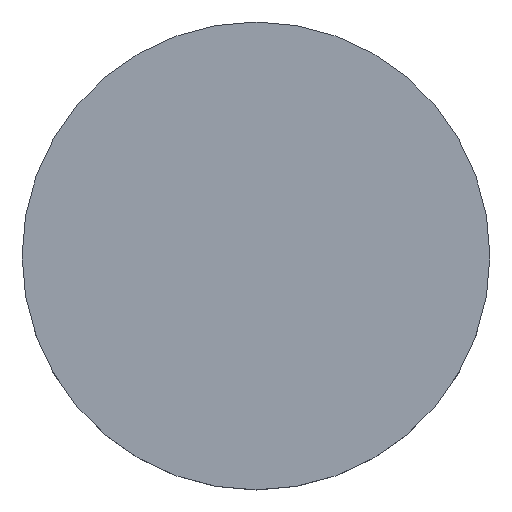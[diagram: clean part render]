
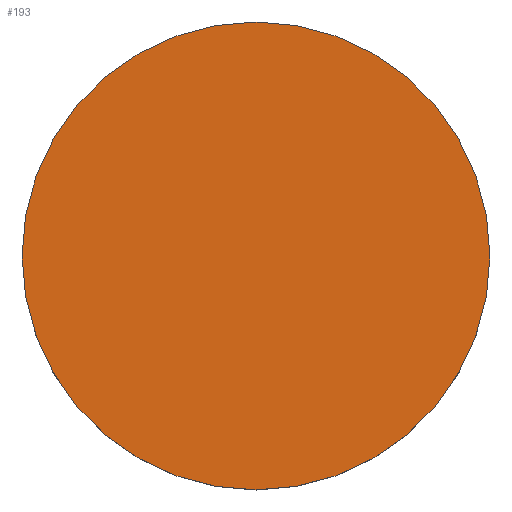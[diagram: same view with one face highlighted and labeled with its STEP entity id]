
A CAD part, top view. The second image highlights one B-rep face of the part: STEP entity #193.
In plain terms, the highlighted planar face has unit normal (0, 0, 1).
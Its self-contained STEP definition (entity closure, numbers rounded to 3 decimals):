
#1 = FACE_OUTER_BOUND ( 'NONE', #33, .T. ) ;
#2 = CARTESIAN_POINT ( 'NONE',  ( 12.7, 0., 4. ) ) ;
#4 = DIRECTION ( 'NONE',  ( 0., 0., 1. ) ) ;
#24 = VERTEX_POINT ( 'NONE', #128 ) ;
#33 = EDGE_LOOP ( 'NONE', ( #225, #124 ) ) ;
#40 = DIRECTION ( 'NONE',  ( 0., 0., -1. ) ) ;
#58 = CIRCLE ( 'NONE', #234, 12.7 ) ;
#60 = DIRECTION ( 'NONE',  ( 1., 0., 0. ) ) ;
#69 = VERTEX_POINT ( 'NONE', #2 ) ;
#78 = DIRECTION ( 'NONE',  ( 0., 0., -1. ) ) ;
#82 = AXIS2_PLACEMENT_3D ( 'NONE', #121, #4, #134 ) ;
#86 = EDGE_CURVE ( 'NONE', #24, #69, #58, .T. ) ;
#89 = CIRCLE ( 'NONE', #196, 12.7 ) ;
#100 = CARTESIAN_POINT ( 'NONE',  ( 0., 0., 4. ) ) ;
#121 = CARTESIAN_POINT ( 'NONE',  ( 0., 26.112, 4. ) ) ;
#124 = ORIENTED_EDGE ( 'NONE', *, *, #86, .F. ) ;
#128 = CARTESIAN_POINT ( 'NONE',  ( -12.7, 0., 4. ) ) ;
#133 = EDGE_CURVE ( 'NONE', #69, #24, #89, .T. ) ;
#134 = DIRECTION ( 'NONE',  ( 1., 0., 0. ) ) ;
#149 = CARTESIAN_POINT ( 'NONE',  ( 0., 0., 4. ) ) ;
#181 = DIRECTION ( 'NONE',  ( 1., 0., 0. ) ) ;
#193 = ADVANCED_FACE ( 'NONE', ( #1 ), #223, .T. ) ;
#196 = AXIS2_PLACEMENT_3D ( 'NONE', #149, #40, #60 ) ;
#223 = PLANE ( 'NONE',  #82 ) ;
#225 = ORIENTED_EDGE ( 'NONE', *, *, #133, .F. ) ;
#234 = AXIS2_PLACEMENT_3D ( 'NONE', #100, #78, #181 ) ;
